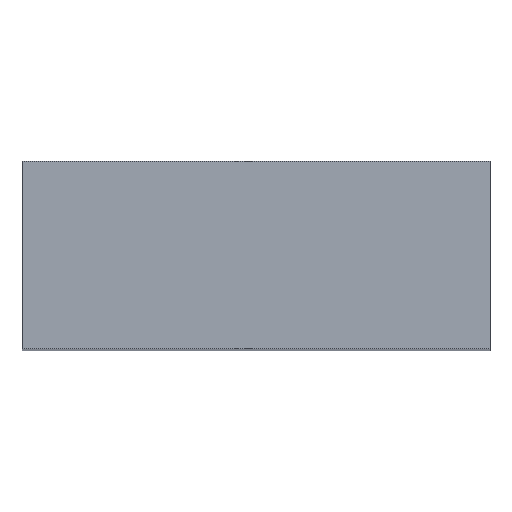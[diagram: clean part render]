
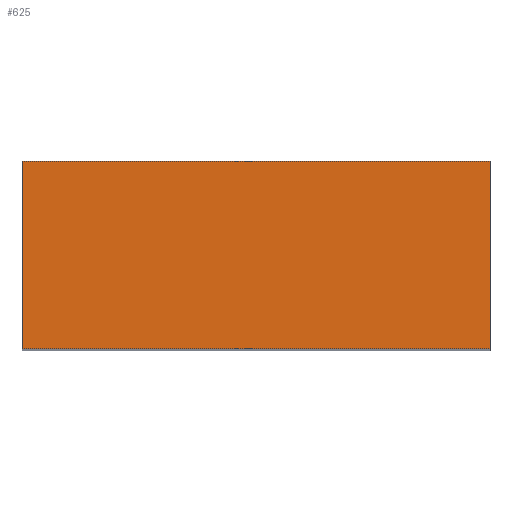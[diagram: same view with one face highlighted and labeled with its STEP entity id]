
A CAD part, top view. The second image highlights one B-rep face of the part: STEP entity #625.
In plain terms, the highlighted planar face has unit normal (0, 0, 1).
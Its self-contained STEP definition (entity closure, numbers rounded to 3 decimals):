
#99 = CARTESIAN_POINT ( 'NONE',  ( 75., 0., 193. ) ) ;
#121 = LINE ( 'NONE', #345, #614 ) ;
#128 = VECTOR ( 'NONE', #1110, 1000. ) ;
#151 = VERTEX_POINT ( 'NONE', #540 ) ;
#268 = VECTOR ( 'NONE', #510, 1000. ) ;
#276 = ORIENTED_EDGE ( 'NONE', *, *, #1151, .T. ) ;
#326 = VERTEX_POINT ( 'NONE', #99 ) ;
#345 = CARTESIAN_POINT ( 'NONE',  ( 0., 0., 193. ) ) ;
#381 = AXIS2_PLACEMENT_3D ( 'NONE', #470, #681, #576 ) ;
#382 = FACE_OUTER_BOUND ( 'NONE', #1070, .T. ) ;
#422 = CARTESIAN_POINT ( 'NONE',  ( 0., 0., 193. ) ) ;
#438 = DIRECTION ( 'NONE',  ( 1., 0., 0. ) ) ;
#470 = CARTESIAN_POINT ( 'NONE',  ( 0., 0., 193. ) ) ;
#485 = VECTOR ( 'NONE', #438, 1000. ) ;
#510 = DIRECTION ( 'NONE',  ( 0., 1., 0. ) ) ;
#540 = CARTESIAN_POINT ( 'NONE',  ( 0., 30., 193. ) ) ;
#563 = CARTESIAN_POINT ( 'NONE',  ( 75., 30., 193. ) ) ;
#576 = DIRECTION ( 'NONE',  ( -1., 0., 0. ) ) ;
#580 = ORIENTED_EDGE ( 'NONE', *, *, #1314, .T. ) ;
#614 = VECTOR ( 'NONE', #1181, 1000. ) ;
#625 = ADVANCED_FACE ( 'NONE', ( #382 ), #1310, .F. ) ;
#681 = DIRECTION ( 'NONE',  ( 0., 0., -1. ) ) ;
#700 = CARTESIAN_POINT ( 'NONE',  ( 0., 30., 193. ) ) ;
#780 = VERTEX_POINT ( 'NONE', #953 ) ;
#815 = EDGE_CURVE ( 'NONE', #780, #326, #1049, .T. ) ;
#820 = CARTESIAN_POINT ( 'NONE',  ( 75., 0., 193. ) ) ;
#953 = CARTESIAN_POINT ( 'NONE',  ( 0., 0., 193. ) ) ;
#980 = LINE ( 'NONE', #700, #128 ) ;
#1020 = EDGE_CURVE ( 'NONE', #151, #780, #121, .T. ) ;
#1049 = LINE ( 'NONE', #422, #485 ) ;
#1070 = EDGE_LOOP ( 'NONE', ( #1288, #1345, #580, #276 ) ) ;
#1110 = DIRECTION ( 'NONE',  ( -1., 0., 0. ) ) ;
#1151 = EDGE_CURVE ( 'NONE', #1218, #151, #980, .T. ) ;
#1181 = DIRECTION ( 'NONE',  ( 0., -1., 0. ) ) ;
#1218 = VERTEX_POINT ( 'NONE', #563 ) ;
#1254 = LINE ( 'NONE', #820, #268 ) ;
#1288 = ORIENTED_EDGE ( 'NONE', *, *, #1020, .T. ) ;
#1310 = PLANE ( 'NONE',  #381 ) ;
#1314 = EDGE_CURVE ( 'NONE', #326, #1218, #1254, .T. ) ;
#1345 = ORIENTED_EDGE ( 'NONE', *, *, #815, .T. ) ;
